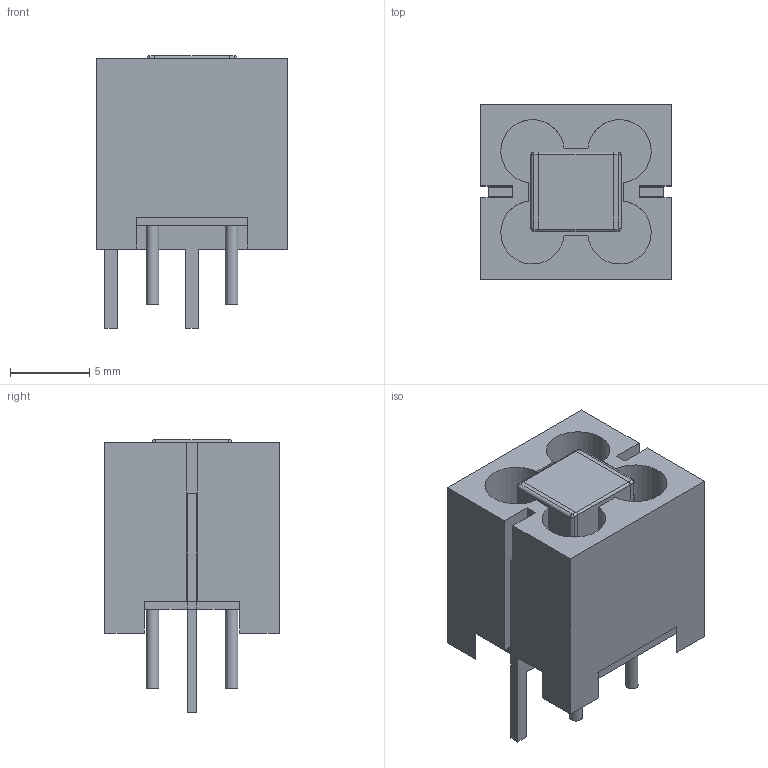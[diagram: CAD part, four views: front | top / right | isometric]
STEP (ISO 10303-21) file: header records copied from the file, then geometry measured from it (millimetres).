
FILE_DESCRIPTION(('FreeCAD Model'),'2;1');
FILE_NAME('Murata_BNX002.step','2020-05-04T14:37:29',('Author'),( ''),'Open CASCADE STEP processor 7.4','FreeCAD','Unknown');
FILE_SCHEMA(('AUTOMOTIVE_DESIGN { 1 0 10303 214 1 1 1 1 }'));
Length unit declared in the file: millimetre
Products named in the file (5): Murata_BNX002; body; shield; cap_body; cap_shield
Assembly tree (4 placements, depth 2):
  Murata_BNX002
    body
    shield
    cap_body
    cap_shield
Bounding box: 12 x 11 x 17.2 mm (x, y, z)
Volume: 1333.7 mm3; surface area: 1701.5 mm2
Topology: 5 solids, 5 shells, 125 faces, 286 edges, 172 vertices
Faces by surface type: plane 85, cylinder 32, bspline 8
Full cylindrical faces by diameter (mm): 0.8 x8
Entity records: 4053 total; most frequent: CARTESIAN_POINT 1206, ORIENTED_EDGE 556, DIRECTION 538, EDGE_CURVE 278, LINE 214, VECTOR 214, VERTEX_POINT 172, AXIS2_PLACEMENT_3D 162
